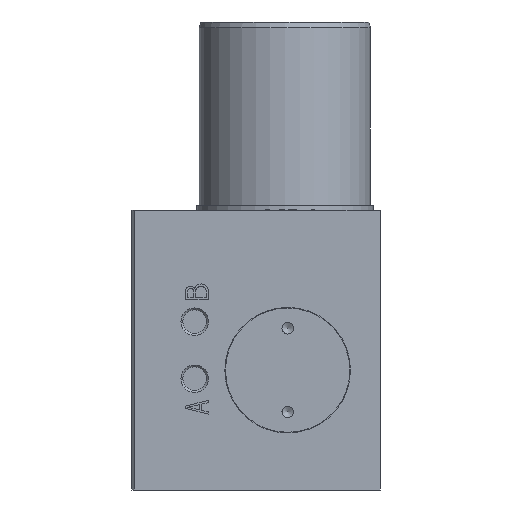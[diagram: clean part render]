
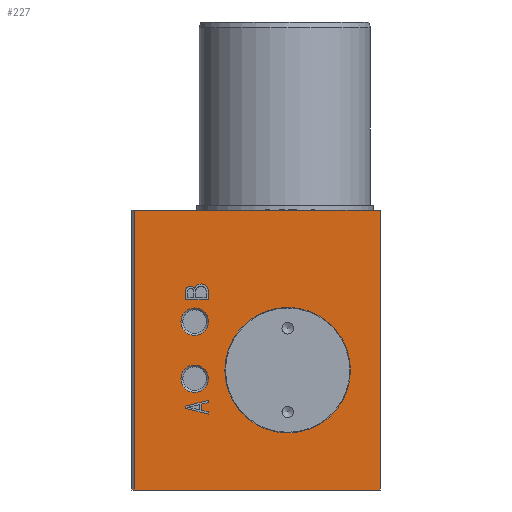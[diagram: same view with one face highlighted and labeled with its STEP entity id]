
A CAD part, left-side view. The second image highlights one B-rep face of the part: STEP entity #227.
In plain terms, the highlighted face is planar.
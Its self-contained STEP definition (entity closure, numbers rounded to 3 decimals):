
#227 = ADVANCED_FACE( '', ( #400, #401, #402, #403, #404, #405 ), #406, .F. );
#400 = FACE_BOUND( '', #790, .T. );
#401 = FACE_BOUND( '', #791, .T. );
#402 = FACE_BOUND( '', #792, .T. );
#403 = FACE_OUTER_BOUND( '', #793, .T. );
#404 = FACE_BOUND( '', #794, .T. );
#405 = FACE_BOUND( '', #795, .T. );
#406 = PLANE( '', #796 );
#790 = EDGE_LOOP( '', ( #1244, #1245, #1246, #1247, #1248 ) );
#791 = EDGE_LOOP( '', ( #1249 ) );
#792 = EDGE_LOOP( '', ( #1250 ) );
#793 = EDGE_LOOP( '', ( #1251, #1252, #1253, #1254 ) );
#794 = EDGE_LOOP( '', ( #1255 ) );
#795 = EDGE_LOOP( '', ( #1256, #1257, #1258, #1259, #1260, #1261, #1262, #1263 ) );
#796 = AXIS2_PLACEMENT_3D( '', #1264, #1265, #1266 );
#1244 = ORIENTED_EDGE( '', *, *, #2237, .F. );
#1245 = ORIENTED_EDGE( '', *, *, #2238, .F. );
#1246 = ORIENTED_EDGE( '', *, *, #2239, .F. );
#1247 = ORIENTED_EDGE( '', *, *, #2240, .F. );
#1248 = ORIENTED_EDGE( '', *, *, #2241, .F. );
#1249 = ORIENTED_EDGE( '', *, *, #2242, .T. );
#1250 = ORIENTED_EDGE( '', *, *, #2243, .F. );
#1251 = ORIENTED_EDGE( '', *, *, #2224, .T. );
#1252 = ORIENTED_EDGE( '', *, *, #2244, .F. );
#1253 = ORIENTED_EDGE( '', *, *, #2245, .F. );
#1254 = ORIENTED_EDGE( '', *, *, #2246, .T. );
#1255 = ORIENTED_EDGE( '', *, *, #2247, .F. );
#1256 = ORIENTED_EDGE( '', *, *, #2248, .T. );
#1257 = ORIENTED_EDGE( '', *, *, #2249, .T. );
#1258 = ORIENTED_EDGE( '', *, *, #2250, .T. );
#1259 = ORIENTED_EDGE( '', *, *, #2251, .T. );
#1260 = ORIENTED_EDGE( '', *, *, #2252, .T. );
#1261 = ORIENTED_EDGE( '', *, *, #2253, .T. );
#1262 = ORIENTED_EDGE( '', *, *, #2254, .T. );
#1263 = ORIENTED_EDGE( '', *, *, #2255, .T. );
#1264 = CARTESIAN_POINT( '', ( 24.5, 16.5, -60. ) );
#1265 = DIRECTION( '', ( 0., 0., 1. ) );
#1266 = DIRECTION( '', ( 0., -1., 0. ) );
#2224 = EDGE_CURVE( '', #2550, #2548, #2551, .T. );
#2237 = EDGE_CURVE( '', #2575, #2576, #2577, .T. );
#2238 = EDGE_CURVE( '', #2578, #2575, #2579, .T. );
#2239 = EDGE_CURVE( '', #2580, #2578, #2581, .T. );
#2240 = EDGE_CURVE( '', #2582, #2580, #2583, .T. );
#2241 = EDGE_CURVE( '', #2576, #2582, #2584, .T. );
#2242 = EDGE_CURVE( '', #2585, #2585, #2586, .T. );
#2243 = EDGE_CURVE( '', #2587, #2587, #2588, .F. );
#2244 = EDGE_CURVE( '', #2589, #2548, #2590, .T. );
#2245 = EDGE_CURVE( '', #2591, #2589, #2592, .T. );
#2246 = EDGE_CURVE( '', #2591, #2550, #2593, .T. );
#2247 = EDGE_CURVE( '', #2594, #2594, #2595, .F. );
#2248 = EDGE_CURVE( '', #2596, #2597, #2598, .T. );
#2249 = EDGE_CURVE( '', #2597, #2599, #2600, .T. );
#2250 = EDGE_CURVE( '', #2599, #2601, #2602, .T. );
#2251 = EDGE_CURVE( '', #2601, #2603, #2604, .T. );
#2252 = EDGE_CURVE( '', #2603, #2605, #2606, .T. );
#2253 = EDGE_CURVE( '', #2605, #2607, #2608, .T. );
#2254 = EDGE_CURVE( '', #2607, #2609, #2610, .T. );
#2255 = EDGE_CURVE( '', #2609, #2596, #2611, .T. );
#2548 = VERTEX_POINT( '', #3089 );
#2550 = VERTEX_POINT( '', #3092 );
#2551 = LINE( '', #3093, #3094 );
#2575 = VERTEX_POINT( '', #3124 );
#2576 = VERTEX_POINT( '', #3125 );
#2577 = LINE( '', #3126, #3127 );
#2578 = VERTEX_POINT( '', #3128 );
#2579 = LINE( '', #3129, #3130 );
#2580 = VERTEX_POINT( '', #3131 );
#2581 = CIRCLE( '', #3132, 0.869 );
#2582 = VERTEX_POINT( '', #3133 );
#2583 = CIRCLE( '', #3134, 1.241 );
#2584 = LINE( '', #3135, #3136 );
#2585 = VERTEX_POINT( '', #3137 );
#2586 = CIRCLE( '', #3138, 11. );
#2587 = VERTEX_POINT( '', #3139 );
#2588 = CIRCLE( '', #3140, 2.4 );
#2589 = VERTEX_POINT( '', #3141 );
#2590 = LINE( '', #3142, #3143 );
#2591 = VERTEX_POINT( '', #3144 );
#2592 = LINE( '', #3145, #3146 );
#2593 = LINE( '', #3147, #3148 );
#2594 = VERTEX_POINT( '', #3149 );
#2595 = CIRCLE( '', #3150, 2.4 );
#2596 = VERTEX_POINT( '', #3151 );
#2597 = VERTEX_POINT( '', #3152 );
#2598 = LINE( '', #3153, #3154 );
#2599 = VERTEX_POINT( '', #3155 );
#2600 = LINE( '', #3156, #3157 );
#2601 = VERTEX_POINT( '', #3158 );
#2602 = LINE( '', #3159, #3160 );
#2603 = VERTEX_POINT( '', #3161 );
#2604 = LINE( '', #3162, #3163 );
#2605 = VERTEX_POINT( '', #3164 );
#2606 = LINE( '', #3165, #3166 );
#2607 = VERTEX_POINT( '', #3167 );
#2608 = LINE( '', #3168, #3169 );
#2609 = VERTEX_POINT( '', #3170 );
#2610 = LINE( '', #3171, #3172 );
#2611 = LINE( '', #3173, #3174 );
#3089 = CARTESIAN_POINT( '', ( -24.5, 59.6, -60. ) );
#3092 = CARTESIAN_POINT( '', ( -24.5, 16.5, -60. ) );
#3093 = CARTESIAN_POINT( '', ( -24.5, 16.5, -60. ) );
#3094 = VECTOR( '', #3742, 1000. );
#3124 = CARTESIAN_POINT( '', ( -8.8, 50.6, -60. ) );
#3125 = CARTESIAN_POINT( '', ( -8.8, 46.6, -60. ) );
#3126 = CARTESIAN_POINT( '', ( -8.8, 50.6, -60. ) );
#3127 = VECTOR( '', #3767, 1000. );
#3128 = CARTESIAN_POINT( '', ( -10.4, 50.6, -60. ) );
#3129 = CARTESIAN_POINT( '', ( -10.4, 50.6, -60. ) );
#3130 = VECTOR( '', #3768, 1000. );
#3131 = CARTESIAN_POINT( '', ( -10.8, 49., -60. ) );
#3132 = AXIS2_PLACEMENT_3D( '', #3769, #3770, #3771 );
#3133 = CARTESIAN_POINT( '', ( -10.4, 46.6, -60. ) );
#3134 = AXIS2_PLACEMENT_3D( '', #3772, #3773, #3774 );
#3135 = CARTESIAN_POINT( '', ( -8.8, 46.6, -60. ) );
#3136 = VECTOR( '', #3775, 1000. );
#3137 = CARTESIAN_POINT( '', ( 3.5, 21.7, -60. ) );
#3138 = AXIS2_PLACEMENT_3D( '', #3776, #3777, #3778 );
#3139 = CARTESIAN_POINT( '', ( -5., 46.6, -60. ) );
#3140 = AXIS2_PLACEMENT_3D( '', #3779, #3780, #3781 );
#3141 = CARTESIAN_POINT( '', ( 24.5, 59.6, -60. ) );
#3142 = CARTESIAN_POINT( '', ( 24.5, 59.6, -60. ) );
#3143 = VECTOR( '', #3782, 1000. );
#3144 = CARTESIAN_POINT( '', ( 24.5, 16.5, -60. ) );
#3145 = CARTESIAN_POINT( '', ( 24.5, 16.5, -60. ) );
#3146 = VECTOR( '', #3783, 1000. );
#3147 = CARTESIAN_POINT( '', ( 24.5, 16.5, -60. ) );
#3148 = VECTOR( '', #3784, 1000. );
#3149 = CARTESIAN_POINT( '', ( 5., 46.6, -60. ) );
#3150 = AXIS2_PLACEMENT_3D( '', #3785, #3786, #3787 );
#3151 = CARTESIAN_POINT( '', ( 9.8, 50.6, -60. ) );
#3152 = CARTESIAN_POINT( '', ( 8.8, 46.6, -60. ) );
#3153 = CARTESIAN_POINT( '', ( 9.8, 50.6, -60. ) );
#3154 = VECTOR( '', #3788, 1000. );
#3155 = CARTESIAN_POINT( '', ( 9.2, 46.6, -60. ) );
#3156 = CARTESIAN_POINT( '', ( 8.8, 46.6, -60. ) );
#3157 = VECTOR( '', #3789, 1000. );
#3158 = CARTESIAN_POINT( '', ( 9.467, 47.8, -60. ) );
#3159 = CARTESIAN_POINT( '', ( 9.2, 46.6, -60. ) );
#3160 = VECTOR( '', #3790, 1000. );
#3161 = CARTESIAN_POINT( '', ( 10.533, 47.8, -60. ) );
#3162 = CARTESIAN_POINT( '', ( 9.467, 47.8, -60. ) );
#3163 = VECTOR( '', #3791, 1000. );
#3164 = CARTESIAN_POINT( '', ( 10.8, 46.6, -60. ) );
#3165 = CARTESIAN_POINT( '', ( 10.533, 47.8, -60. ) );
#3166 = VECTOR( '', #3792, 1000. );
#3167 = CARTESIAN_POINT( '', ( 11.2, 46.6, -60. ) );
#3168 = CARTESIAN_POINT( '', ( 10.8, 46.6, -60. ) );
#3169 = VECTOR( '', #3793, 1000. );
#3170 = CARTESIAN_POINT( '', ( 10.2, 50.6, -60. ) );
#3171 = CARTESIAN_POINT( '', ( 11.2, 46.6, -60. ) );
#3172 = VECTOR( '', #3794, 1000. );
#3173 = CARTESIAN_POINT( '', ( 10.2, 50.6, -60. ) );
#3174 = VECTOR( '', #3795, 1000. );
#3742 = DIRECTION( '', ( 0., 1., 0. ) );
#3767 = DIRECTION( '', ( 0., -1., 0. ) );
#3768 = DIRECTION( '', ( 1., 0., 0. ) );
#3769 = CARTESIAN_POINT( '', ( -10.333, 49.733, -60. ) );
#3770 = DIRECTION( '', ( 0., 0., -1. ) );
#3771 = DIRECTION( '', ( -1., 0., 0. ) );
#3772 = CARTESIAN_POINT( '', ( -10.36, 47.84, -60. ) );
#3773 = DIRECTION( '', ( 0., 0., -1. ) );
#3774 = DIRECTION( '', ( -1., 0., 0. ) );
#3775 = DIRECTION( '', ( -1., 0., 0. ) );
#3776 = CARTESIAN_POINT( '', ( 3.5, 32.7, -60. ) );
#3777 = DIRECTION( '', ( 0., 0., 1. ) );
#3778 = DIRECTION( '', ( 0., -1., 0. ) );
#3779 = CARTESIAN_POINT( '', ( -5., 49., -60. ) );
#3780 = DIRECTION( '', ( 0., 0., 1. ) );
#3781 = DIRECTION( '', ( 0., -1., 0. ) );
#3782 = DIRECTION( '', ( -1., 0., 0. ) );
#3783 = DIRECTION( '', ( 0., 1., 0. ) );
#3784 = DIRECTION( '', ( -1., 0., 0. ) );
#3785 = CARTESIAN_POINT( '', ( 5., 49., -60. ) );
#3786 = DIRECTION( '', ( 0., 0., 1. ) );
#3787 = DIRECTION( '', ( 0., -1., 0. ) );
#3788 = DIRECTION( '', ( -0.243, -0.97, 0. ) );
#3789 = DIRECTION( '', ( 1., 0., 0. ) );
#3790 = DIRECTION( '', ( 0.217, 0.976, 0. ) );
#3791 = DIRECTION( '', ( 1., 0., 0. ) );
#3792 = DIRECTION( '', ( 0.217, -0.976, 0. ) );
#3793 = DIRECTION( '', ( 1., 0., 0. ) );
#3794 = DIRECTION( '', ( -0.243, 0.97, 0. ) );
#3795 = DIRECTION( '', ( -1., 0., 0. ) );
